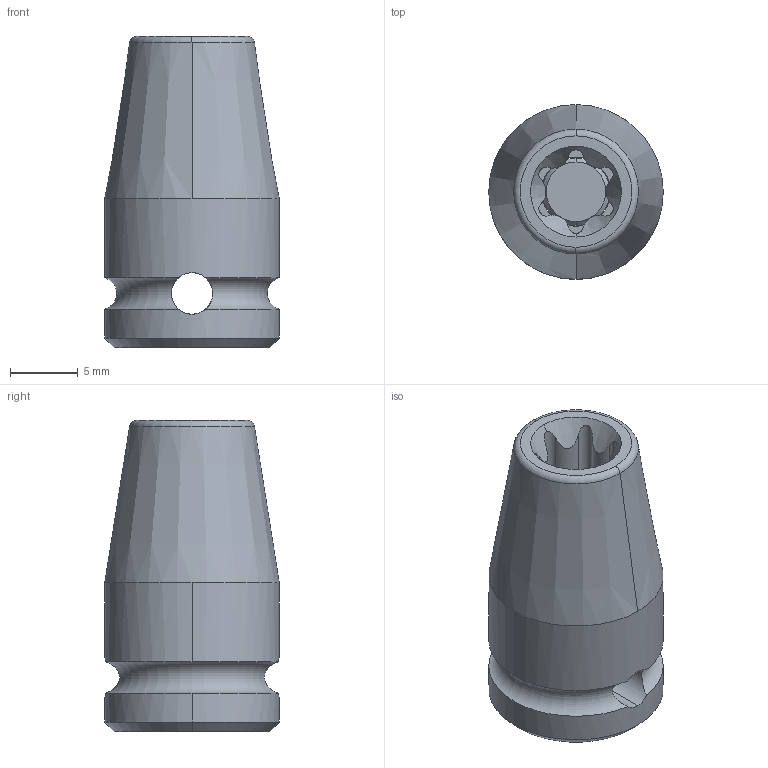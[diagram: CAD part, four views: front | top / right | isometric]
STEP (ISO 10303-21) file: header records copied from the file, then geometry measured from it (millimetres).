
FILE_DESCRIPTION((''),'2;1');
FILE_NAME('4027118007_ASM','2023-08-21T14:30:56',('A00565553'),(''),'CREO PARAMETRIC BY PTC INC, 2022414','CREO PARAMETRIC BY PTC INC, 2022414','');
FILE_SCHEMA(('CONFIG_CONTROL_DESIGN','GEOMETRIC_VALIDATION_PROPERTIES_MIM'));
Length unit declared in the file: millimetre
Products named in the file (3): 4027034127; MAGNET_FLEXIBLE_TEMPLATE_AF0; 4027118007_ASM
Assembly tree (2 placements, depth 2):
  4027118007_ASM
    4027034127
    MAGNET_FLEXIBLE_TEMPLATE_AF0
Bounding box: 12.9 x 12.9 x 23 mm (x, y, z)
Volume: 1914.1 mm3; surface area: 1594.2 mm2
Topology: 2 solids, 2 shells, 73 faces, 185 edges, 114 vertices
Faces by surface type: cylinder 29, plane 26, cone 14, torus 4
Entity records: 2698 total; most frequent: CARTESIAN_POINT 723, DIRECTION 388, ORIENTED_EDGE 370, EDGE_CURVE 185, AXIS2_PLACEMENT_3D 166, VERTEX_POINT 114, CIRCLE 88, EDGE_LOOP 77
